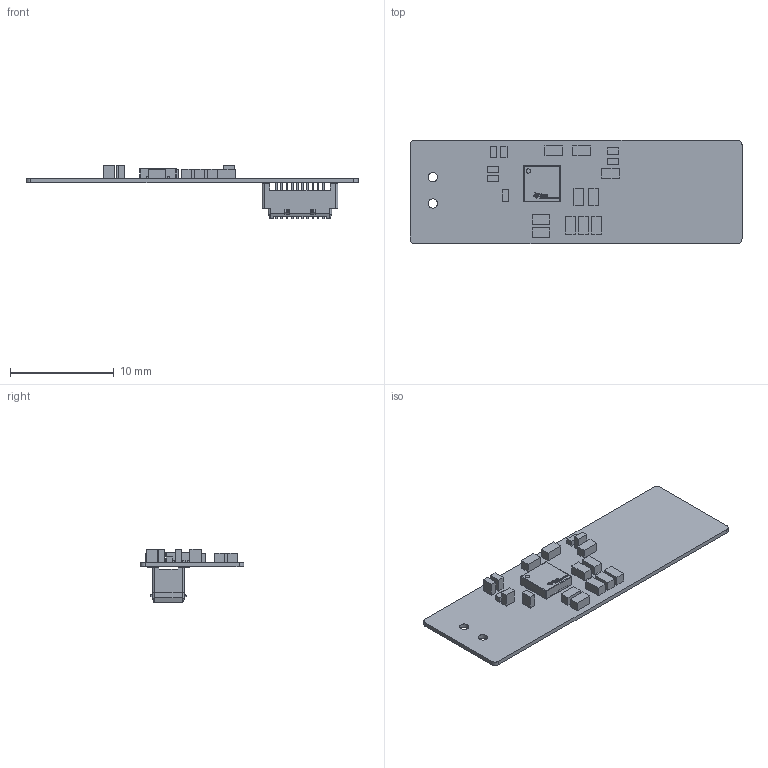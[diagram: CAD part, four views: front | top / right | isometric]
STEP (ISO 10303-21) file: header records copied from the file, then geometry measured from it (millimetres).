
FILE_DESCRIPTION(('Open CASCADE Model'),'2;1');
FILE_NAME('Open CASCADE Shape Model','2022-05-19T10:29:22',('Author'),( 'Open CASCADE'),'Open CASCADE STEP processor 6.8','Open CASCADE 6.8' ,'Unknown');
FILE_SCHEMA(('AUTOMOTIVE_DESIGN { 1 0 10303 214 1 1 1 1 }'));
Length unit declared in the file: millimetre
Products named in the file (40): PCB; Board; Open CASCADE STEP translator 6.8 3.1.1; J1_S; 539160208; Open CASCADE STEP translator 6.8 3.2.1.1; Open CASCADE STEP translator 6.8 3.2.1.2; C4_S; 6777329248; Extruded; C5_S; U1_S; IC_Texas_Instruments_BQ25570RGRR_eec; 1; 2; circle; Texas_Instruments; R10_S; 6777328128; R9_S; 6777329008; R8_S; R7_S; R6_S; R5_S; R4_S; R3_S; R2_S; R1_S; L2_S; 6777328768; L1_S; C3_S; C2_S; 6777328528; C1_S
Assembly tree (51 placements, depth 4):
  PCB
    Board
      Open CASCADE STEP translator 6.8 3.1.1
    J1_S
      539160208
        Open CASCADE STEP translator 6.8 3.2.1.1
        Open CASCADE STEP translator 6.8 3.2.1.2
    C4_S
      6777329248
        Extruded
    C5_S
      6777329248
        Extruded
    U1_S
      IC_Texas_Instruments_BQ25570RGRR_eec
        1
        2
        circle
        Texas_Instruments
    R10_S
      6777328128
        Extruded
    R9_S
      6777329008
        Extruded
    R8_S
      6777328128
        Extruded
    R7_S
      6777328128
        Extruded
    R6_S
      6777328128
        Extruded
    R5_S
      6777328128
        Extruded
    R4_S
      6777329008
        Extruded
    R3_S
      6777329008
        Extruded
    R2_S
      6777329008
        Extruded
    R1_S
      6777329008
        Extruded
    L2_S
      6777328768
        Extruded
    L1_S
      6777328768
        Extruded
    C3_S
      6777329248
        Extruded
    C2_S
      6777328528
Bounding box: 32.05 x 10 x 5.17 mm (x, y, z)
Volume: 197.6 mm3; surface area: 1018 mm2
Topology: 77 solids, 77 shells, 1641 faces, 4473 edges, 3074 vertices
Faces by surface type: plane 1103, bspline 307, cylinder 227, sphere 4
Full cylindrical faces by diameter (mm): 0.4 x1, 0.9 x2
Entity records: 53123 total; most frequent: CARTESIAN_POINT 13729, ORIENTED_EDGE 8474, DIRECTION 6793, EDGE_CURVE 4237, LINE 3241, VECTOR 3241, VERTEX_POINT 2818, AXIS2_PLACEMENT_3D 1776
